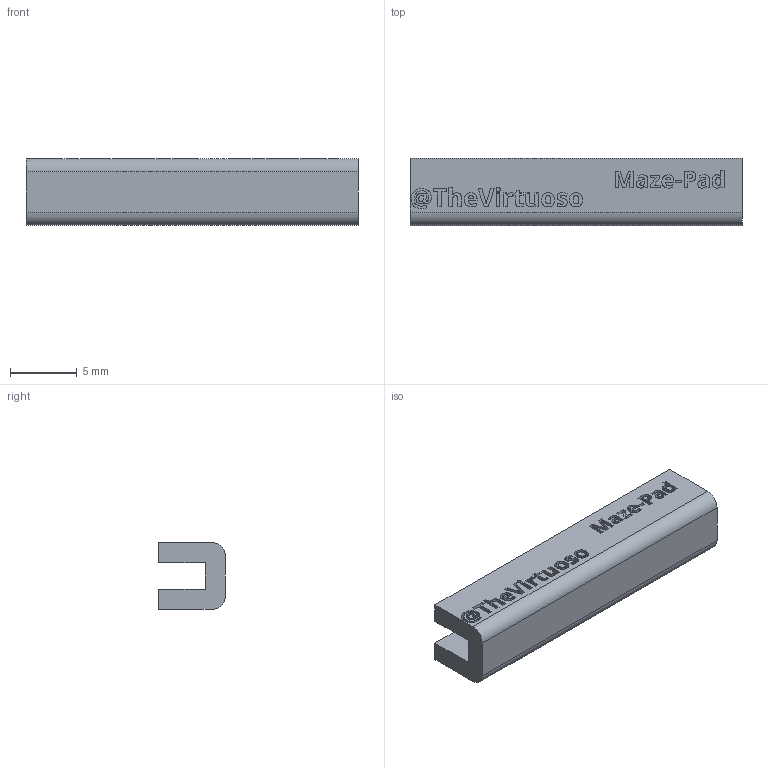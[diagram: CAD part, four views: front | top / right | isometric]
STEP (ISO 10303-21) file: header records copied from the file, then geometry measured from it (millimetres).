
FILE_DESCRIPTION(/* description */ ('STEP AP242','CAx-IF Rec.Pracs.---Representation and Presentation of Product Manufacturing Information (PMI)---4.0---2014-10-13','CAx-IF Rec.Pracs.---3D Tessellated Geometry---0.4---2014-09-14','2;1'),/* implementation_level */ '2;1');
FILE_NAME(/* name */ '6870f141865e332e32c3805c',/* time_stamp */ '2025-07-11T11:10:59Z',/* author */ (''),/* organization */ (''),/* preprocessor_version */ 'ST-DEVELOPER v20',/* originating_system */ 'ONSHAPE BY PTC INC, 1.200',/* authorisation */ ' ');
FILE_SCHEMA (('AP242_MANAGED_MODEL_BASED_3D_ENGINEERING_MIM_LF { 1 0 10303 442 1 1 4 }'));
Length unit declared in the file: metre
Products named in the file (1): Front Bridge
Bounding box: 24.8 x 5 x 5 mm (x, y, z)
Volume: 430.7 mm3; surface area: 729.3 mm2
Topology: 1 solids, 1 shells, 402 faces, 1110 edges, 740 vertices
Faces by surface type: plane 178, cylinder 116, bspline 108
Entity records: 13222 total; most frequent: CARTESIAN_POINT 3449, ORIENTED_EDGE 2220, DIRECTION 1712, EDGE_CURVE 1110, VERTEX_POINT 740, LINE 662, VECTOR 662, AXIS2_PLACEMENT_3D 525
